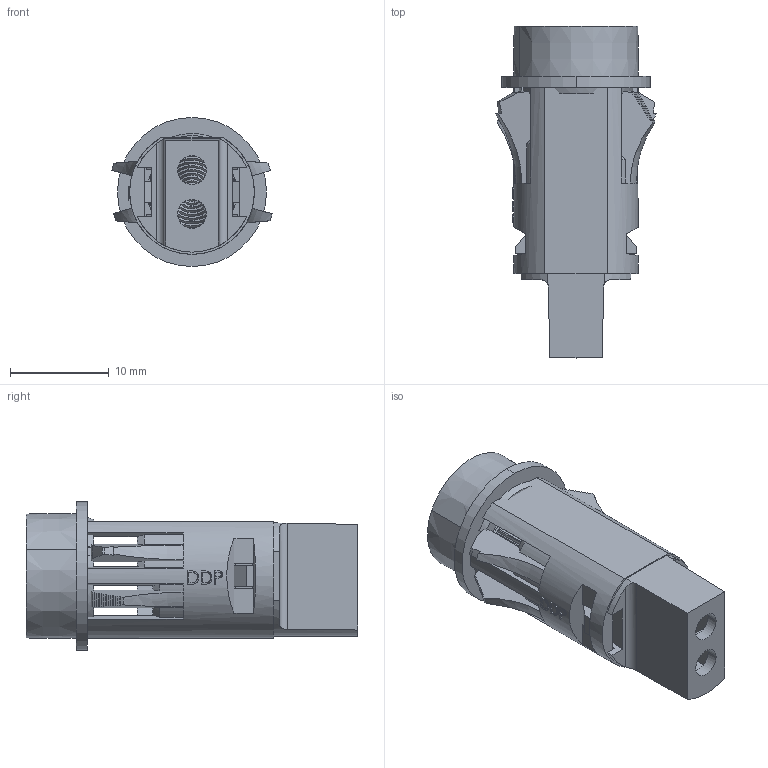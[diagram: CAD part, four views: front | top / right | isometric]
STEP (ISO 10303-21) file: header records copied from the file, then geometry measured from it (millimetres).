
FILE_DESCRIPTION (( 'STEP AP203' ), '1' );
FILE_NAME ('P81W_Series.STEP', '2019-02-15T23:37:06', ( '' ), ( '' ), 'SwSTEP 2.0', 'SolidWorks 2018', '' );
FILE_SCHEMA (( 'CONFIG_CONTROL_DESIGN' ));
Length unit declared in the file: foot
Products named in the file (4): 80-HDR; 80-BLK-UL; P81W_Series; 81-xx
Assembly tree (3 placements, depth 2):
  P81W_Series
    80-BLK-UL
    80-HDR
    81-xx
Bounding box: 16.28 x 33.66 x 15.11 mm (x, y, z)
Volume: 1586.6 mm3; surface area: 3400.9 mm2
Topology: 3 solids, 3 shells, 518 faces, 1444 edges, 940 vertices
Faces by surface type: plane 337, cylinder 79, cone 70, bspline 21, torus 11
Entity records: 18917 total; most frequent: CARTESIAN_POINT 5091, ORIENTED_EDGE 2888, DIRECTION 2772, EDGE_CURVE 1444, AXIS2_PLACEMENT_3D 954, VERTEX_POINT 940, LINE 864, VECTOR 864
